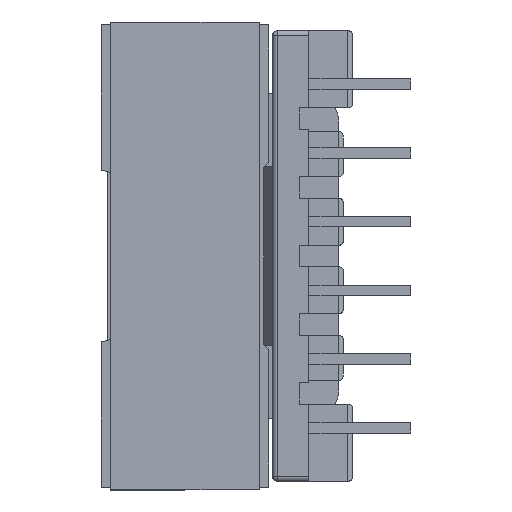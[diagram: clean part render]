
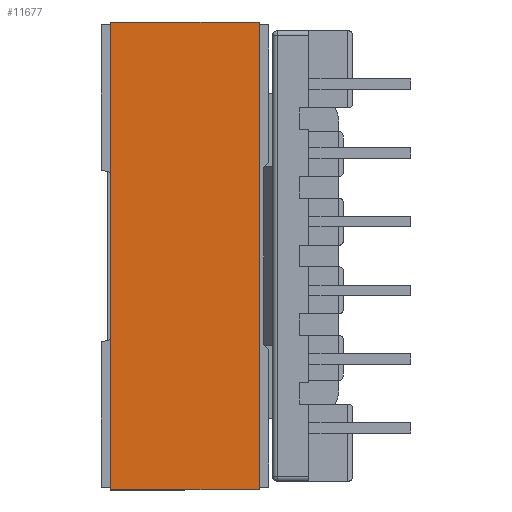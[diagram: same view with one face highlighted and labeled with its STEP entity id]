
A CAD part, left-side view. The second image highlights one B-rep face of the part: STEP entity #11677.
In plain terms, the highlighted planar face has unit normal (-1, 0, 0).
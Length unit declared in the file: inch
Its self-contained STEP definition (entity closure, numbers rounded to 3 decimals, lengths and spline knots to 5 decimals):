
#205 = LINE ( 'NONE', #11531, #12058 ) ;
#1216 = EDGE_CURVE ( 'NONE', #3990, #11468, #9076, .T. ) ;
#2378 = ORIENTED_EDGE ( 'NONE', *, *, #5625, .T. ) ;
#2488 = EDGE_CURVE ( 'NONE', #3511, #5907, #4695, .T. ) ;
#2573 = EDGE_CURVE ( 'NONE', #5907, #11468, #205, .T. ) ;
#3511 = VERTEX_POINT ( 'NONE', #5856 ) ;
#3915 = EDGE_LOOP ( 'NONE', ( #7517, #10398, #2378, #11723 ) ) ;
#3990 = VERTEX_POINT ( 'NONE', #13775 ) ;
#4142 = DIRECTION ( 'NONE',  ( -1., 0., 0. ) ) ;
#4509 = DIRECTION ( 'NONE',  ( 0., 0., 1. ) ) ;
#4695 = LINE ( 'NONE', #13647, #10099 ) ;
#5625 = EDGE_CURVE ( 'NONE', #3511, #3990, #9554, .T. ) ;
#5856 = CARTESIAN_POINT ( 'NONE',  ( -0.0063, 0.0063, -0.3252 ) ) ;
#5907 = VERTEX_POINT ( 'NONE', #5937 ) ;
#5937 = CARTESIAN_POINT ( 'NONE',  ( -0.0063, 0.0063, 0. ) ) ;
#6284 = DIRECTION ( 'NONE',  ( 0., -1., 0. ) ) ;
#7144 = AXIS2_PLACEMENT_3D ( 'NONE', #11026, #4142, #12184 ) ;
#7412 = CARTESIAN_POINT ( 'NONE',  ( -0.0063, -1.01614, -0.3252 ) ) ;
#7517 = ORIENTED_EDGE ( 'NONE', *, *, #2573, .F. ) ;
#7772 = FACE_OUTER_BOUND ( 'NONE', #3915, .T. ) ;
#9076 = LINE ( 'NONE', #13613, #14804 ) ;
#9554 = LINE ( 'NONE', #7412, #12222 ) ;
#10099 = VECTOR ( 'NONE', #4509, 39.37008 ) ;
#10398 = ORIENTED_EDGE ( 'NONE', *, *, #2488, .F. ) ;
#10712 = DIRECTION ( 'NONE',  ( 0., 0., 1. ) ) ;
#11026 = CARTESIAN_POINT ( 'NONE',  ( -0.0063, -1.01614, -0.3252 ) ) ;
#11468 = VERTEX_POINT ( 'NONE', #14035 ) ;
#11531 = CARTESIAN_POINT ( 'NONE',  ( -0.0063, -1.01614, 0. ) ) ;
#11677 = ADVANCED_FACE ( 'NONE', ( #7772 ), #12132, .T. ) ;
#11723 = ORIENTED_EDGE ( 'NONE', *, *, #1216, .T. ) ;
#12058 = VECTOR ( 'NONE', #12704, 39.37008 ) ;
#12132 = PLANE ( 'NONE',  #7144 ) ;
#12184 = DIRECTION ( 'NONE',  ( 0., -1., 0. ) ) ;
#12222 = VECTOR ( 'NONE', #6284, 39.37008 ) ;
#12704 = DIRECTION ( 'NONE',  ( 0., -1., 0. ) ) ;
#13613 = CARTESIAN_POINT ( 'NONE',  ( -0.0063, -1.01614, -0.3252 ) ) ;
#13647 = CARTESIAN_POINT ( 'NONE',  ( -0.0063, 0.0063, -0.3252 ) ) ;
#13775 = CARTESIAN_POINT ( 'NONE',  ( -0.0063, -1.01614, -0.3252 ) ) ;
#14035 = CARTESIAN_POINT ( 'NONE',  ( -0.0063, -1.01614, 0. ) ) ;
#14804 = VECTOR ( 'NONE', #10712, 39.37008 ) ;
